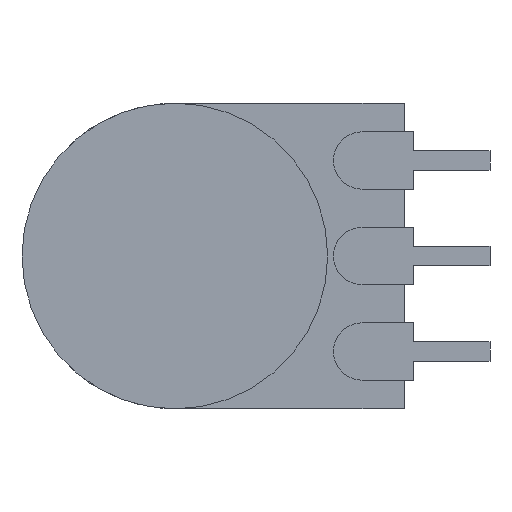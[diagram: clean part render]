
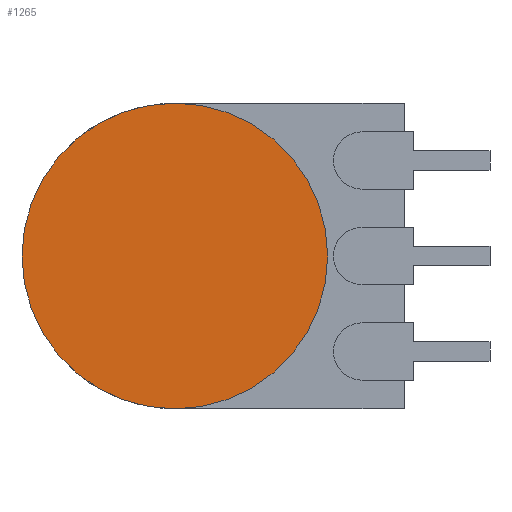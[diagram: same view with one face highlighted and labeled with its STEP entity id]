
A CAD part, front view. The second image highlights one B-rep face of the part: STEP entity #1265.
In plain terms, the highlighted planar face has unit normal (0, -1, 0).
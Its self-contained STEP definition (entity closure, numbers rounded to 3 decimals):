
#82=CIRCLE('',#1400,8.);
#133=FACE_OUTER_BOUND('',#213,.T.);
#213=EDGE_LOOP('',(#942));
#564=VERTEX_POINT('',#2001);
#702=EDGE_CURVE('',#564,#564,#82,.T.);
#942=ORIENTED_EDGE('',*,*,#702,.F.);
#1196=PLANE('',#1402);
#1265=ADVANCED_FACE('',(#133),#1196,.F.);
#1400=AXIS2_PLACEMENT_3D('',#2003,#1621,#1622);
#1402=AXIS2_PLACEMENT_3D('',#2005,#1625,#1626);
#1621=DIRECTION('center_axis',(0.,1.,0.));
#1622=DIRECTION('ref_axis',(1.,0.,0.));
#1625=DIRECTION('center_axis',(0.,1.,0.));
#1626=DIRECTION('ref_axis',(1.,0.,0.));
#2001=CARTESIAN_POINT('',(-8.,0.,0.));
#2003=CARTESIAN_POINT('Origin',(0.,0.,0.));
#2005=CARTESIAN_POINT('Origin',(0.,0.,0.));
